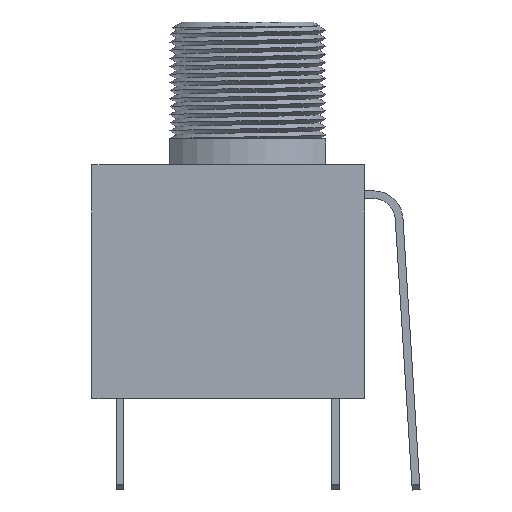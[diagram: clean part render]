
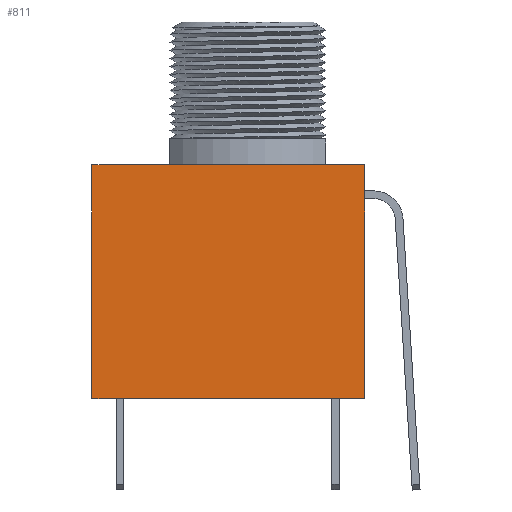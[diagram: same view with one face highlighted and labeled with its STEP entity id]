
A CAD part, left-side view. The second image highlights one B-rep face of the part: STEP entity #811.
In plain terms, the highlighted planar face has unit normal (-1, 0, 0).
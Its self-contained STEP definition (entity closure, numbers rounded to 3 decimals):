
#83 = ORIENTED_EDGE ( 'NONE', *, *, #271, .F. ) ;
#187 = VECTOR ( 'NONE', #2842, 1000. ) ;
#212 = LINE ( 'NONE', #3595, #2797 ) ;
#271 = EDGE_CURVE ( 'NONE', #676, #1697, #1463, .T. ) ;
#363 = CARTESIAN_POINT ( 'NONE',  ( -4.5, 5.25, 0. ) ) ;
#500 = VECTOR ( 'NONE', #1066, 1000. ) ;
#609 = VERTEX_POINT ( 'NONE', #2691 ) ;
#676 = VERTEX_POINT ( 'NONE', #1929 ) ;
#811 = ADVANCED_FACE ( 'NONE', ( #2512 ), #1940, .F. ) ;
#1009 = EDGE_CURVE ( 'NONE', #3570, #676, #212, .T. ) ;
#1050 = LINE ( 'NONE', #4002, #1341 ) ;
#1066 = DIRECTION ( 'NONE',  ( 0., -1., 0. ) ) ;
#1234 = ORIENTED_EDGE ( 'NONE', *, *, #3185, .F. ) ;
#1341 = VECTOR ( 'NONE', #2018, 1000. ) ;
#1463 = LINE ( 'NONE', #1536, #187 ) ;
#1536 = CARTESIAN_POINT ( 'NONE',  ( -4.5, 5.25, 0. ) ) ;
#1697 = VERTEX_POINT ( 'NONE', #363 ) ;
#1789 = ORIENTED_EDGE ( 'NONE', *, *, #2047, .F. ) ;
#1929 = CARTESIAN_POINT ( 'NONE',  ( -4.5, -5.25, 0. ) ) ;
#1940 = PLANE ( 'NONE',  #3157 ) ;
#2018 = DIRECTION ( 'NONE',  ( 0., 0., 1. ) ) ;
#2047 = EDGE_CURVE ( 'NONE', #1697, #609, #1050, .T. ) ;
#2168 = DIRECTION ( 'NONE',  ( 1., 0., 0. ) ) ;
#2239 = CARTESIAN_POINT ( 'NONE',  ( -4.5, 5.25, 9. ) ) ;
#2512 = FACE_OUTER_BOUND ( 'NONE', #4022, .T. ) ;
#2691 = CARTESIAN_POINT ( 'NONE',  ( -4.5, 5.25, 9. ) ) ;
#2797 = VECTOR ( 'NONE', #3965, 1000. ) ;
#2842 = DIRECTION ( 'NONE',  ( 0., 1., 0. ) ) ;
#3157 = AXIS2_PLACEMENT_3D ( 'NONE', #2239, #2168, #3601 ) ;
#3185 = EDGE_CURVE ( 'NONE', #609, #3570, #3490, .T. ) ;
#3490 = LINE ( 'NONE', #4149, #500 ) ;
#3570 = VERTEX_POINT ( 'NONE', #4188 ) ;
#3595 = CARTESIAN_POINT ( 'NONE',  ( -4.5, -5.25, 9. ) ) ;
#3601 = DIRECTION ( 'NONE',  ( 0., 0., -1. ) ) ;
#3661 = ORIENTED_EDGE ( 'NONE', *, *, #1009, .F. ) ;
#3965 = DIRECTION ( 'NONE',  ( 0., 0., -1. ) ) ;
#4002 = CARTESIAN_POINT ( 'NONE',  ( -4.5, 5.25, 9. ) ) ;
#4022 = EDGE_LOOP ( 'NONE', ( #3661, #1234, #1789, #83 ) ) ;
#4149 = CARTESIAN_POINT ( 'NONE',  ( -4.5, 5.25, 9. ) ) ;
#4188 = CARTESIAN_POINT ( 'NONE',  ( -4.5, -5.25, 9. ) ) ;
